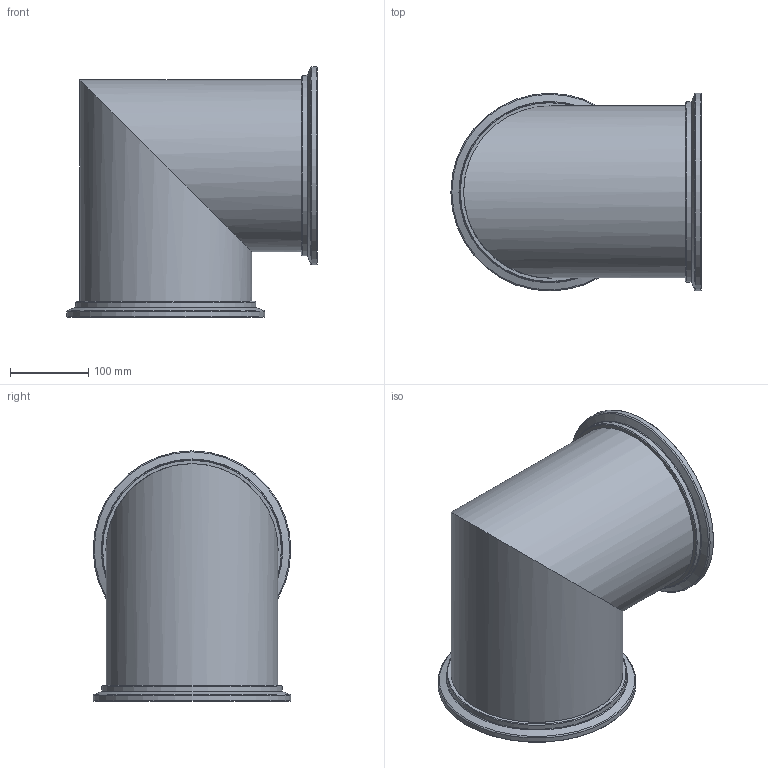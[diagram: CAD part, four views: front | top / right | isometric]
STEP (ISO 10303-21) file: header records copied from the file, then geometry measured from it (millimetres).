
FILE_DESCRIPTION(/* description */ (''),/* implementation_level */ '2;1');
FILE_NAME(/* name */ '33.200003.250.320',/* time_stamp */ '2019-06-18T10:48:17+02:00',/* author */ ('Murat Coskun Bicak'),/* organization */ ('Evac AG'),/* preprocessor_version */ 'ST-DEVELOPER v16.7',/* originating_system */ 'DEX',/* authorisation */ $);
FILE_SCHEMA (('AUTOMOTIVE_DESIGN {1 0 10303 214 3 1 1}'));
Length unit declared in the file: millimetre
Products named in the file (3): 33.200003.250.320; 33.200003.250.320-Rohr; 32.200003.210.320
Assembly tree (3 placements, depth 2):
  33.200003.250.320
    33.200003.250.320-Rohr
    32.200003.210.320  x2
Bounding box: 319 x 252 x 319 mm (x, y, z)
Volume: 1119722.1 mm3; surface area: 593801.3 mm2
Topology: 3 solids, 3 shells, 36 faces, 70 edges, 42 vertices
Faces by surface type: cylinder 12, cone 12, plane 8, torus 4
Full cylindrical faces by diameter (mm): 213 x4, 219.1 x4, 230 x2, 252 x2
Entity records: 516 total; most frequent: DIRECTION 92, CARTESIAN_POINT 67, AXIS2_PLACEMENT_3D 46, ORIENTED_EDGE 42, EDGE_LOOP 42, FACE_BOUND 42, EDGE_CURVE 21, VERTEX_POINT 21
